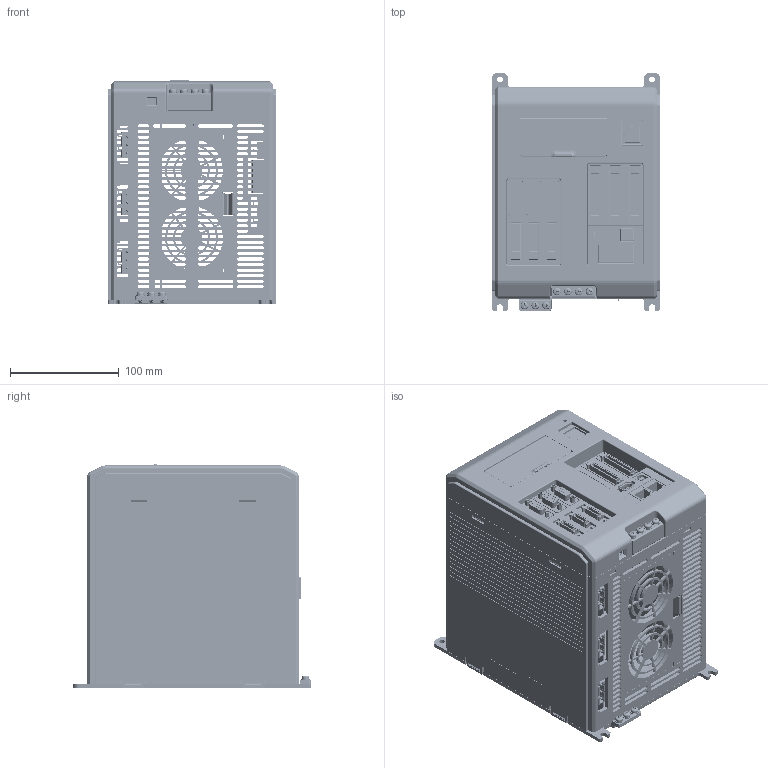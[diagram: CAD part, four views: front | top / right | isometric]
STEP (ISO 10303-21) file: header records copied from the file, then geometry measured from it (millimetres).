
FILE_DESCRIPTION(/* description */ ('Alibre Inc.'),/* implementation_level */ '2;1');
FILE_NAME(/* name */ 'export-E6030A92-8ED7-4038-B85F-3A3B1FFDD0AE',/* time_stamp */ '2024-05-10T12:23:36+02:00',/* author */ (''),/* organization */ (''),/* preprocessor_version */ 'ST-DEVELOPER v17',/* originating_system */ 'Alibre',/* authorisation */ '');
FILE_SCHEMA (('AUTOMOTIVE_DESIGN'));
Length unit declared in the file: millimetre
Bounding box: 155 x 219 x 206.5 mm (x, y, z)
Volume: 651443 mm3; surface area: 742482.1 mm2
Topology: 39 solids, 51 shells, 6204 faces, 16075 edges, 10352 vertices
Faces by surface type: plane 3151, cylinder 2448, bspline 341, revolution 153, cone 67, sphere 44
Entity records: 229452 total; most frequent: CARTESIAN_POINT 72967, ORIENTED_EDGE 31848, DIRECTION 28596, EDGE_CURVE 15960, AXIS2_PLACEMENT_3D 10737, VERTEX_POINT 10352, VECTOR 10120, LINE 10120
